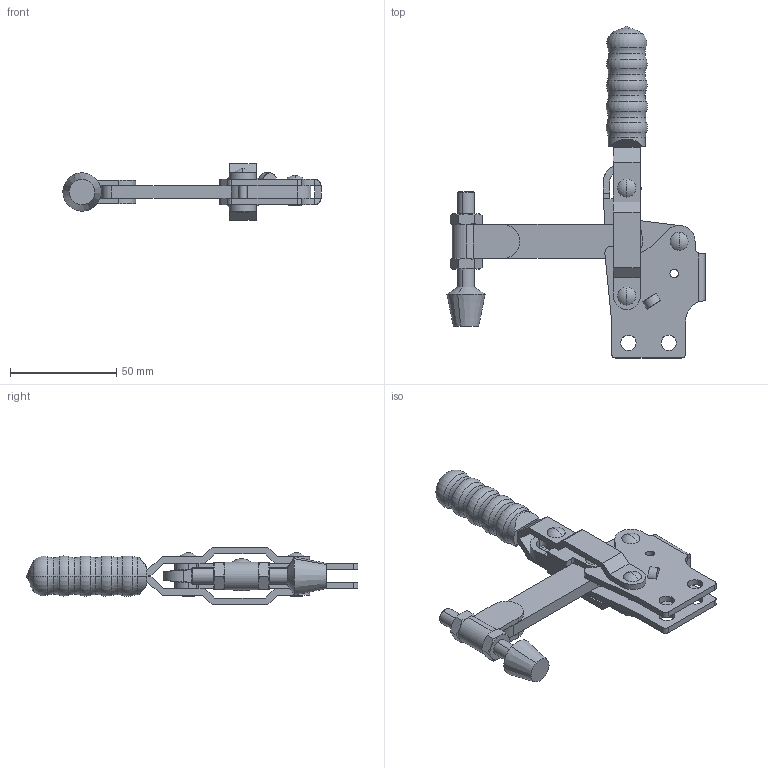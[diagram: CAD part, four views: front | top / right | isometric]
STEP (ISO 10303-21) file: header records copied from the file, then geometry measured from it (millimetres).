
FILE_DESCRIPTION (( 'STEP AP214' ), '1' );
FILE_NAME ('GH-12145(Â²¤Æ).STEP', '2020-04-29T03:57:28', ( 'LinWei' ), ( '' ), 'SwSTEP 2.0', 'SolidWorks 2016', '' );
FILE_SCHEMA (( 'AUTOMOTIVE_DESIGN' ));
Length unit declared in the file: millimetre
Products named in the file (6): Group4^GH-12135(簡化); Group1^GH-12130(簡化); 11214008-1^GH-12145(簡化); Group5^GH-12145(簡化); Group2^GH-12145(簡化); GH-12145(簡化)
Assembly tree (5 placements, depth 2):
  GH-12145(簡化)
    Group2^GH-12145(簡化)
    Group5^GH-12145(簡化)
    11214008-1^GH-12145(簡化)
    Group1^GH-12130(簡化)
    Group4^GH-12135(簡化)
Bounding box: 121.38 x 156.15 x 26.7 mm (x, y, z)
Volume: 55510.7 mm3; surface area: 31889.3 mm2
Topology: 5 solids, 5 shells, 311 faces, 779 edges, 489 vertices
Faces by surface type: plane 127, cylinder 98, torus 38, cone 32, sphere 10, bspline 6
Entity records: 11426 total; most frequent: CARTESIAN_POINT 2225, DIRECTION 1669, ORIENTED_EDGE 1554, EDGE_CURVE 777, AXIS2_PLACEMENT_3D 651, VERTEX_POINT 489, LINE 367, VECTOR 367
